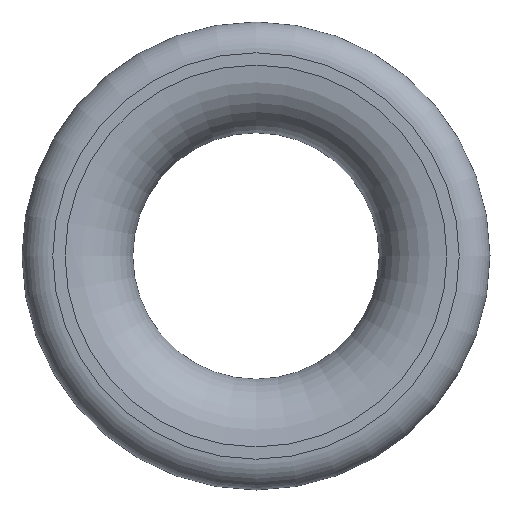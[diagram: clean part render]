
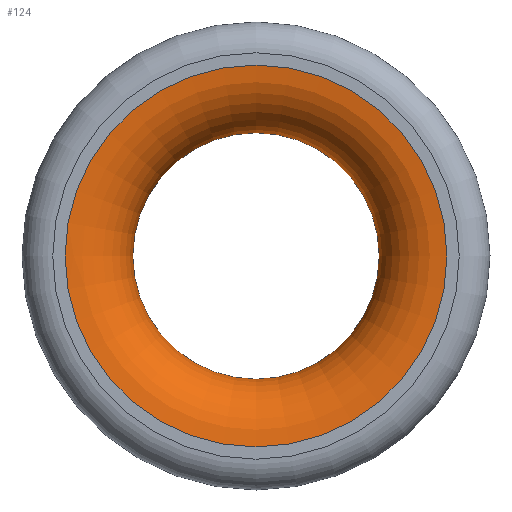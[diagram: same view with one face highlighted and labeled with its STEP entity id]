
A CAD part, left-side view. The second image highlights one B-rep face of the part: STEP entity #124.
In plain terms, the highlighted toroidal (fillet/blend) face has major radius 31 mm and minor radius 11 mm.
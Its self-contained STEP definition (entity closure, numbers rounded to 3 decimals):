
#22=TOROIDAL_SURFACE('',#152,31.,11.);
#32=FACE_BOUND('',#62,.T.);
#42=FACE_OUTER_BOUND('',#61,.T.);
#61=EDGE_LOOP('',(#111));
#62=EDGE_LOOP('',(#112));
#64=CIRCLE('',#135,31.);
#72=CIRCLE('',#151,31.);
#74=VERTEX_POINT('',#199);
#82=VERTEX_POINT('',#223);
#84=EDGE_CURVE('',#74,#74,#64,.T.);
#92=EDGE_CURVE('',#82,#82,#72,.T.);
#111=ORIENTED_EDGE('',*,*,#92,.T.);
#112=ORIENTED_EDGE('',*,*,#84,.F.);
#124=ADVANCED_FACE('',(#42,#32),#22,.T.);
#135=AXIS2_PLACEMENT_3D('',#200,#159,#160);
#151=AXIS2_PLACEMENT_3D('',#224,#191,#192);
#152=AXIS2_PLACEMENT_3D('',#225,#193,#194);
#159=DIRECTION('center_axis',(1.,0.,0.));
#160=DIRECTION('ref_axis',(0.,0.,-1.));
#191=DIRECTION('center_axis',(1.,0.,0.));
#192=DIRECTION('ref_axis',(0.,0.,-1.));
#193=DIRECTION('center_axis',(1.,0.,0.));
#194=DIRECTION('ref_axis',(0.,0.,-1.));
#199=CARTESIAN_POINT('',(-11.,31.,0.));
#200=CARTESIAN_POINT('Origin',(-11.,0.,0.));
#223=CARTESIAN_POINT('',(11.,31.,0.));
#224=CARTESIAN_POINT('Origin',(11.,0.,0.));
#225=CARTESIAN_POINT('Origin',(0.,0.,0.));
